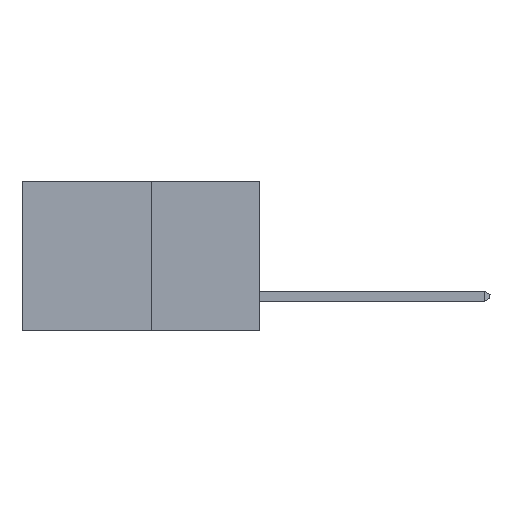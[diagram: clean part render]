
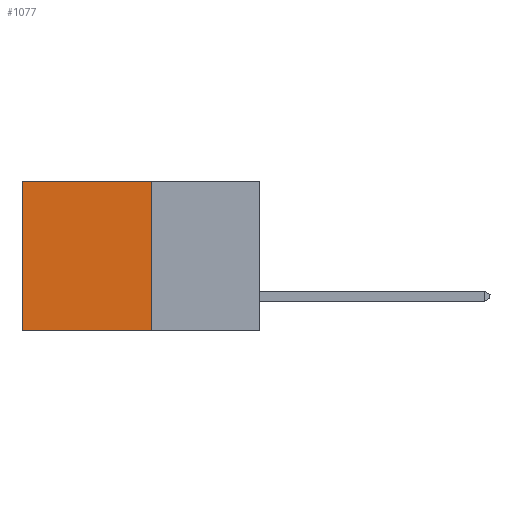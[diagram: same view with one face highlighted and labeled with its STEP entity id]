
A CAD part, left-side view. The second image highlights one B-rep face of the part: STEP entity #1077.
In plain terms, the highlighted planar face has unit normal (-1, 0, 0).
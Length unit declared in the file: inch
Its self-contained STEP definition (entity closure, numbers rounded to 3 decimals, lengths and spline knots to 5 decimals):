
#30 = LINE ( 'NONE', #4800, #2553 ) ;
#820 = VERTEX_POINT ( 'NONE', #7761 ) ;
#841 = ORIENTED_EDGE ( 'NONE', *, *, #3249, .F. ) ;
#1077 = ADVANCED_FACE ( 'NONE', ( #6842 ), #1792, .F. ) ;
#1519 = EDGE_CURVE ( 'NONE', #5485, #7926, #6197, .T. ) ;
#1714 = AXIS2_PLACEMENT_3D ( 'NONE', #8427, #2574, #7676 ) ;
#1752 = CARTESIAN_POINT ( 'NONE',  ( 0.277, 0.27, 0. ) ) ;
#1792 = PLANE ( 'NONE',  #1714 ) ;
#2122 = CARTESIAN_POINT ( 'NONE',  ( 0.277, 0.59, -0.37 ) ) ;
#2158 = CARTESIAN_POINT ( 'NONE',  ( 0.277, 0.59, -0.37 ) ) ;
#2357 = DIRECTION ( 'NONE',  ( 0., 0., -1. ) ) ;
#2362 = DIRECTION ( 'NONE',  ( 0., 1., 0. ) ) ;
#2389 = CARTESIAN_POINT ( 'NONE',  ( 0.277, 0.27, 0. ) ) ;
#2553 = VECTOR ( 'NONE', #4775, 39.37008 ) ;
#2574 = DIRECTION ( 'NONE',  ( 1., 0., 0. ) ) ;
#2739 = EDGE_LOOP ( 'NONE', ( #2752, #4603, #841, #8006 ) ) ;
#2752 = ORIENTED_EDGE ( 'NONE', *, *, #1519, .T. ) ;
#3249 = EDGE_CURVE ( 'NONE', #8168, #820, #6575, .T. ) ;
#3650 = EDGE_CURVE ( 'NONE', #820, #7926, #30, .T. ) ;
#4020 = EDGE_CURVE ( 'NONE', #8168, #5485, #8653, .T. ) ;
#4603 = ORIENTED_EDGE ( 'NONE', *, *, #3650, .F. ) ;
#4734 = VECTOR ( 'NONE', #7640, 39.37008 ) ;
#4775 = DIRECTION ( 'NONE',  ( 0., 1., 0. ) ) ;
#4800 = CARTESIAN_POINT ( 'NONE',  ( 0.277, 0.27, -0.37 ) ) ;
#5485 = VERTEX_POINT ( 'NONE', #6212 ) ;
#6197 = LINE ( 'NONE', #2158, #7750 ) ;
#6212 = CARTESIAN_POINT ( 'NONE',  ( 0.277, 0.59, 0. ) ) ;
#6575 = LINE ( 'NONE', #7666, #4734 ) ;
#6842 = FACE_OUTER_BOUND ( 'NONE', #2739, .T. ) ;
#7003 = VECTOR ( 'NONE', #2362, 39.37008 ) ;
#7640 = DIRECTION ( 'NONE',  ( 0., 0., -1. ) ) ;
#7666 = CARTESIAN_POINT ( 'NONE',  ( 0.277, 0.27, -0.37 ) ) ;
#7676 = DIRECTION ( 'NONE',  ( 0., 0., -1. ) ) ;
#7750 = VECTOR ( 'NONE', #2357, 39.37008 ) ;
#7761 = CARTESIAN_POINT ( 'NONE',  ( 0.277, 0.27, -0.37 ) ) ;
#7926 = VERTEX_POINT ( 'NONE', #2122 ) ;
#8006 = ORIENTED_EDGE ( 'NONE', *, *, #4020, .T. ) ;
#8168 = VERTEX_POINT ( 'NONE', #1752 ) ;
#8427 = CARTESIAN_POINT ( 'NONE',  ( 0.277, 0.27, -0.37 ) ) ;
#8653 = LINE ( 'NONE', #2389, #7003 ) ;
